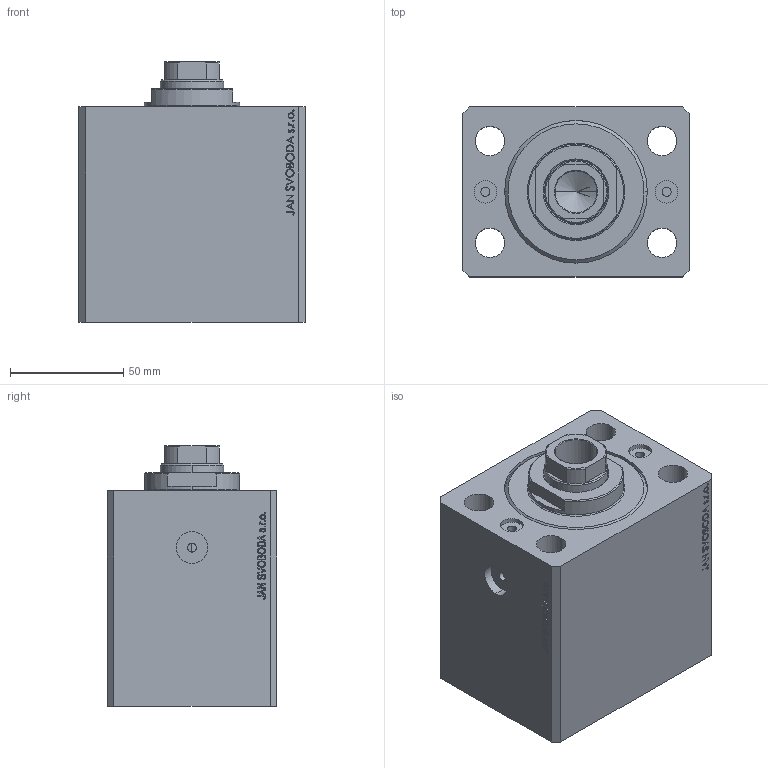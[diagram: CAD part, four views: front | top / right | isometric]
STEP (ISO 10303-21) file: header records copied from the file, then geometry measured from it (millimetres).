
FILE_DESCRIPTION (( 'STEP AP203' ), '1' );
FILE_NAME ('a33d.STEP', '2022-04-09T18:53:03', ( '' ), ( '' ), 'SwSTEP 2.0', 'SolidWorks 2019', '' );
FILE_SCHEMA (( 'CONFIG_CONTROL_DESIGN' ));
Length unit declared in the file: millimetre
Products named in the file (4): V250CE_VC_C e8f1d098de0d9ac0f02d87ab9d8d3b4d; a33d; V250CE_C_Body e8f1d098de0d9ac0f02d87ab9d8d3b4d; V250CE_C_VCP e8f1d098de0d9ac0f02d87ab9d8d3b4d
Assembly tree (3 placements, depth 2):
  a33d
    V250CE_C_Body e8f1d098de0d9ac0f02d87ab9d8d3b4d
    V250CE_C_VCP e8f1d098de0d9ac0f02d87ab9d8d3b4d
    V250CE_VC_C e8f1d098de0d9ac0f02d87ab9d8d3b4d
Bounding box: 100 x 75 x 114.9 mm (x, y, z)
Volume: 637679.8 mm3; surface area: 109976.1 mm2
Topology: 3 solids, 3 shells, 864 faces, 2243 edges, 1487 vertices
Faces by surface type: plane 428, bspline 374, cylinder 44, cone 12, torus 6
Entity records: 44507 total; most frequent: CARTESIAN_POINT 25414, ORIENTED_EDGE 4482, DIRECTION 2575, EDGE_CURVE 2241, VERTEX_POINT 1487, VECTOR 1363, LINE 1363, EDGE_LOOP 982
